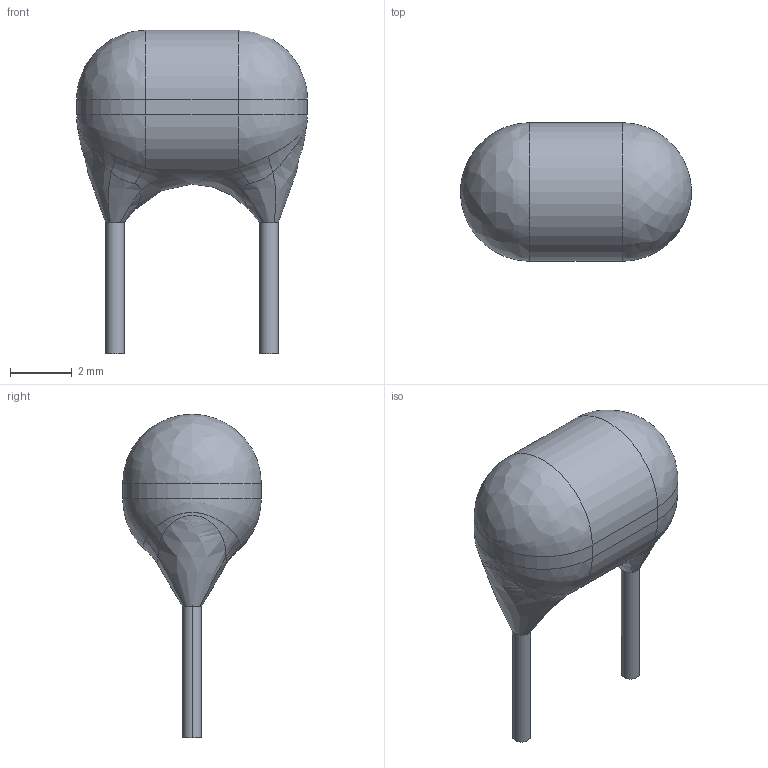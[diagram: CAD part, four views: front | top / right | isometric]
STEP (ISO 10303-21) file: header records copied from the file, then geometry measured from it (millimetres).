
FILE_DESCRIPTION (( 'STEP AP214' ), '1' );
FILE_NAME ('User Library-K10-17B 7.5x4.5x5mm.STEP', '2016-01-17T10:39:52', ( 'Windows User' ), ( '' ), 'SwSTEP 2.0', 'SolidWorks 2016', '' );
FILE_SCHEMA (( 'AUTOMOTIVE_DESIGN' ));
Length unit declared in the file: millimetre
Products named in the file (3): User Library-K10-17B 7.5x4.5x5mm; User Library-K10-17B 7.5x4.5x5mm__X2_043A043E0440043F04430441_X0_; User Library-K10-17B 7.5x4.5x5mm__X2_0432044B0432043E0434044B_X0_
Assembly tree (2 placements, depth 2):
  User Library-K10-17B 7.5x4.5x5mm
    User Library-K10-17B 7.5x4.5x5mm__X2_043A043E0440043F04430441_X0_
    User Library-K10-17B 7.5x4.5x5mm__X2_0432044B0432043E0434044B_X0_
Bounding box: 7.5 x 4.5 x 10.5 mm (x, y, z)
Volume: 120.7 mm3; surface area: 148 mm2
Topology: 3 solids, 3 shells, 42 faces, 94 edges, 54 vertices
Faces by surface type: bspline 24, cylinder 10, plane 8
Entity records: 2652 total; most frequent: CARTESIAN_POINT 1336, ORIENTED_EDGE 180, DIRECTION 103, EDGE_CURVE 90, B_SPLINE_CURVE_WITH_KNOTS 55, VERTEX_POINT 54, UNCERTAINTY_MEASURE_WITH_UNIT 50, FILL_AREA_STYLE_COLOUR 47
